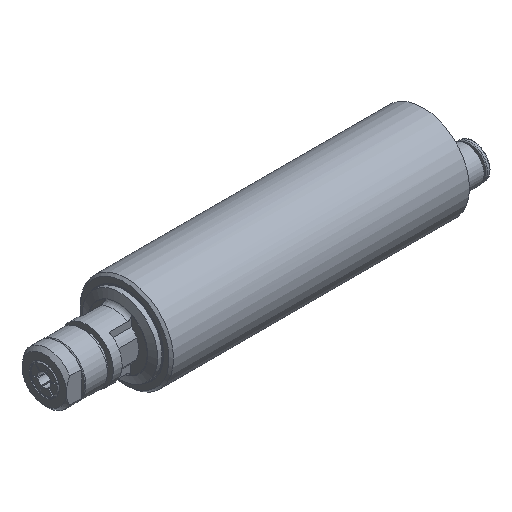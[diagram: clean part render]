
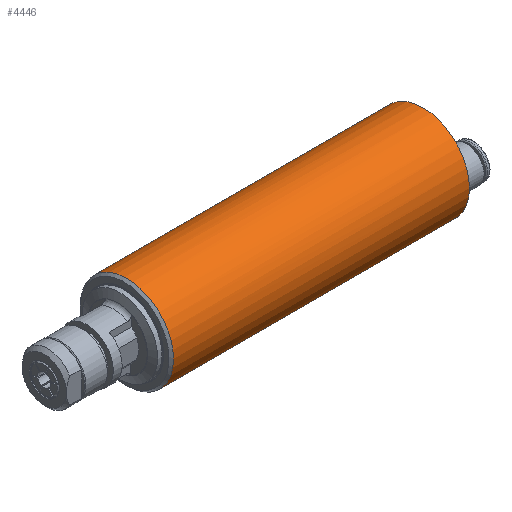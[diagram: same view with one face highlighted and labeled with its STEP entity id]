
A CAD part, isometric view. The second image highlights one B-rep face of the part: STEP entity #4446.
In plain terms, the highlighted cylindrical face has radius 21 mm (diameter 42 mm), a full revolution.
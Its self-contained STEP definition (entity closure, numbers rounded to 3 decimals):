
#733=FACE_OUTER_BOUND('',#969,.T.);
#969=EDGE_LOOP('',(#4129,#4130,#4131,#4132,#4133));
#1115=CIRCLE('',#4742,21.);
#1116=CIRCLE('',#4743,21.);
#1156=CIRCLE('',#4870,21.);
#1529=LINE('',#7855,#1828);
#1828=VECTOR('',#5978,21.);
#2111=VERTEX_POINT('',#7369);
#2112=VERTEX_POINT('',#7370);
#2248=VERTEX_POINT('',#7853);
#2678=EDGE_CURVE('',#2111,#2112,#1115,.T.);
#2679=EDGE_CURVE('',#2112,#2111,#1116,.T.);
#2890=EDGE_CURVE('',#2248,#2248,#1156,.T.);
#2891=EDGE_CURVE('',#2248,#2112,#1529,.T.);
#4129=ORIENTED_EDGE('',*,*,#2890,.F.);
#4130=ORIENTED_EDGE('',*,*,#2891,.T.);
#4131=ORIENTED_EDGE('',*,*,#2678,.F.);
#4132=ORIENTED_EDGE('',*,*,#2679,.F.);
#4133=ORIENTED_EDGE('',*,*,#2891,.F.);
#4225=CYLINDRICAL_SURFACE('',#4869,21.);
#4446=ADVANCED_FACE('',(#733),#4225,.T.);
#4742=AXIS2_PLACEMENT_3D('',#7371,#5573,#5574);
#4743=AXIS2_PLACEMENT_3D('',#7372,#5575,#5576);
#4869=AXIS2_PLACEMENT_3D('',#7852,#5974,#5975);
#4870=AXIS2_PLACEMENT_3D('',#7854,#5976,#5977);
#5573=DIRECTION('center_axis',(-1.,0.,0.));
#5574=DIRECTION('ref_axis',(0.,0.124,-0.992));
#5575=DIRECTION('center_axis',(-1.,0.,0.));
#5576=DIRECTION('ref_axis',(0.,0.124,-0.992));
#5974=DIRECTION('center_axis',(1.,0.,0.));
#5975=DIRECTION('ref_axis',(0.,1.,0.));
#5976=DIRECTION('center_axis',(1.,0.,0.));
#5977=DIRECTION('ref_axis',(0.,1.,0.));
#5978=DIRECTION('',(-1.,0.,0.));
#7369=CARTESIAN_POINT('',(-81.5,-2.602,20.838));
#7370=CARTESIAN_POINT('',(-81.5,-21.,0.));
#7371=CARTESIAN_POINT('Origin',(-81.5,0.,
0.));
#7372=CARTESIAN_POINT('Origin',(-81.5,0.,
0.));
#7852=CARTESIAN_POINT('Origin',(47.25,0.,0.));
#7853=CARTESIAN_POINT('',(52.,-21.,0.));
#7854=CARTESIAN_POINT('Origin',(52.,0.,0.));
#7855=CARTESIAN_POINT('',(47.25,-21.,0.));
